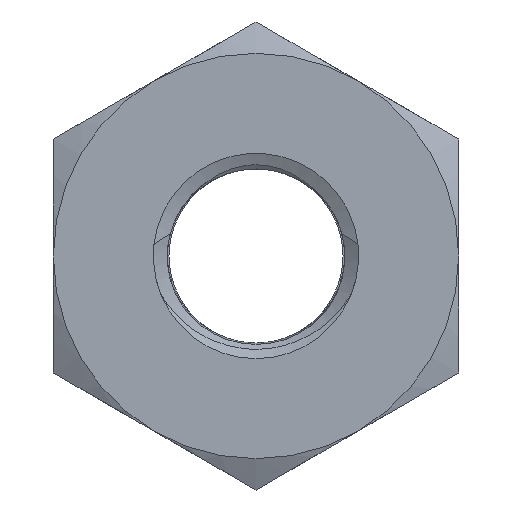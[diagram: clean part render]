
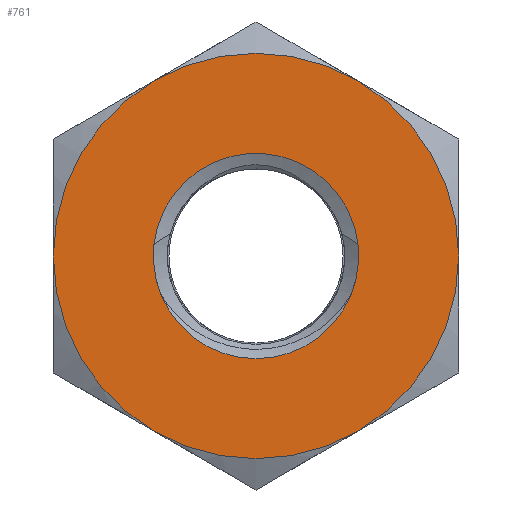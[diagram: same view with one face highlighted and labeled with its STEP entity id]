
A CAD part, front view. The second image highlights one B-rep face of the part: STEP entity #761.
In plain terms, the highlighted planar face has unit normal (0, -1, 0).
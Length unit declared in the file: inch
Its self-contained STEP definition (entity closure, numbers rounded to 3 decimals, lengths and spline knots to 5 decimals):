
#34=PLANE('',#858);
#152=FACE_BOUND('',#278,.T.);
#192=FACE_OUTER_BOUND('',#277,.T.);
#277=EDGE_LOOP('',(#603,#604,#605,#606,#607,#608));
#278=EDGE_LOOP('',(#609,#610,#611,#612));
#322=CIRCLE('',#807,0.1875);
#335=CIRCLE('',#847,0.095);
#336=CIRCLE('',#848,0.095);
#339=CIRCLE('',#854,0.095);
#340=CIRCLE('',#857,0.095);
#341=CIRCLE('',#859,0.1875);
#342=CIRCLE('',#860,0.1875);
#343=CIRCLE('',#861,0.1875);
#344=CIRCLE('',#862,0.1875);
#345=CIRCLE('',#863,0.1875);
#364=VERTEX_POINT('',#1155);
#365=VERTEX_POINT('',#1156);
#393=VERTEX_POINT('',#1600);
#394=VERTEX_POINT('',#1601);
#395=VERTEX_POINT('',#1625);
#396=VERTEX_POINT('',#1627);
#401=VERTEX_POINT('',#1712);
#402=VERTEX_POINT('',#1714);
#403=VERTEX_POINT('',#1716);
#404=VERTEX_POINT('',#1718);
#434=EDGE_CURVE('',#364,#365,#322,.T.);
#465=EDGE_CURVE('',#393,#395,#335,.T.);
#467=EDGE_CURVE('',#396,#394,#336,.T.);
#474=EDGE_CURVE('',#395,#396,#339,.T.);
#476=EDGE_CURVE('',#394,#393,#340,.T.);
#478=EDGE_CURVE('',#365,#401,#341,.T.);
#479=EDGE_CURVE('',#401,#402,#342,.T.);
#480=EDGE_CURVE('',#402,#403,#343,.T.);
#481=EDGE_CURVE('',#403,#404,#344,.T.);
#482=EDGE_CURVE('',#404,#364,#345,.T.);
#603=ORIENTED_EDGE('',*,*,#434,.T.);
#604=ORIENTED_EDGE('',*,*,#478,.T.);
#605=ORIENTED_EDGE('',*,*,#479,.T.);
#606=ORIENTED_EDGE('',*,*,#480,.T.);
#607=ORIENTED_EDGE('',*,*,#481,.T.);
#608=ORIENTED_EDGE('',*,*,#482,.T.);
#609=ORIENTED_EDGE('',*,*,#467,.F.);
#610=ORIENTED_EDGE('',*,*,#474,.F.);
#611=ORIENTED_EDGE('',*,*,#465,.F.);
#612=ORIENTED_EDGE('',*,*,#476,.F.);
#761=ADVANCED_FACE('',(#192,#152),#34,.F.);
#807=AXIS2_PLACEMENT_3D('',#1157,#932,#933);
#847=AXIS2_PLACEMENT_3D('',#1626,#1012,#1013);
#848=AXIS2_PLACEMENT_3D('',#1642,#1014,#1015);
#854=AXIS2_PLACEMENT_3D('',#1686,#1026,#1027);
#857=AXIS2_PLACEMENT_3D('',#1697,#1032,#1033);
#858=AXIS2_PLACEMENT_3D('',#1711,#1034,#1035);
#859=AXIS2_PLACEMENT_3D('',#1713,#1036,#1037);
#860=AXIS2_PLACEMENT_3D('',#1715,#1038,#1039);
#861=AXIS2_PLACEMENT_3D('',#1717,#1040,#1041);
#862=AXIS2_PLACEMENT_3D('',#1719,#1042,#1043);
#863=AXIS2_PLACEMENT_3D('',#1720,#1044,#1045);
#932=DIRECTION('center_axis',(0.,-1.,0.));
#933=DIRECTION('ref_axis',(0.,0.,-1.));
#1012=DIRECTION('center_axis',(0.,-1.,0.));
#1013=DIRECTION('ref_axis',(0.,0.,
-1.));
#1014=DIRECTION('center_axis',(0.,-1.,0.));
#1015=DIRECTION('ref_axis',(0.,0.,
-1.));
#1026=DIRECTION('center_axis',(0.,-1.,0.));
#1027=DIRECTION('ref_axis',(0.,0.,
-1.));
#1032=DIRECTION('center_axis',(0.,-1.,0.));
#1033=DIRECTION('ref_axis',(0.,0.,
-1.));
#1034=DIRECTION('center_axis',(0.,1.,0.));
#1035=DIRECTION('ref_axis',(0.,0.,
1.));
#1036=DIRECTION('center_axis',(0.,-1.,0.));
#1037=DIRECTION('ref_axis',(0.,0.,
-1.));
#1038=DIRECTION('center_axis',(0.,-1.,0.));
#1039=DIRECTION('ref_axis',(0.,0.,
-1.));
#1040=DIRECTION('center_axis',(0.,-1.,0.));
#1041=DIRECTION('ref_axis',(0.,0.,
-1.));
#1042=DIRECTION('center_axis',(0.,-1.,0.));
#1043=DIRECTION('ref_axis',(0.,0.,
-1.));
#1044=DIRECTION('center_axis',(0.,-1.,0.));
#1045=DIRECTION('ref_axis',(0.,0.,
-1.));
#1155=CARTESIAN_POINT('',(0.09375,0.,0.16238));
#1156=CARTESIAN_POINT('',(-0.09375,0.,0.16238));
#1157=CARTESIAN_POINT('Origin',(0.,0.,0.));
#1600=CARTESIAN_POINT('',(-0.09432,0.,0.01134));
#1601=CARTESIAN_POINT('',(0.09432,0.,0.01134));
#1625=CARTESIAN_POINT('',(-0.08809,0.,-0.03558));
#1626=CARTESIAN_POINT('Origin',(0.,0.,0.));
#1627=CARTESIAN_POINT('',(0.08809,0.,-0.03558));
#1642=CARTESIAN_POINT('Origin',(0.,0.,0.));
#1686=CARTESIAN_POINT('Origin',(0.,0.,0.));
#1697=CARTESIAN_POINT('Origin',(0.,0.,0.));
#1711=CARTESIAN_POINT('Origin',(0.,0.,
-0.21651));
#1712=CARTESIAN_POINT('',(-0.1875,0.,0.));
#1713=CARTESIAN_POINT('Origin',(0.,0.,0.));
#1714=CARTESIAN_POINT('',(-0.09375,0.,-0.16238));
#1715=CARTESIAN_POINT('Origin',(0.,0.,0.));
#1716=CARTESIAN_POINT('',(0.09375,0.,-0.16238));
#1717=CARTESIAN_POINT('Origin',(0.,0.,0.));
#1718=CARTESIAN_POINT('',(0.1875,0.,0.));
#1719=CARTESIAN_POINT('Origin',(0.,0.,0.));
#1720=CARTESIAN_POINT('Origin',(0.,0.,0.));
